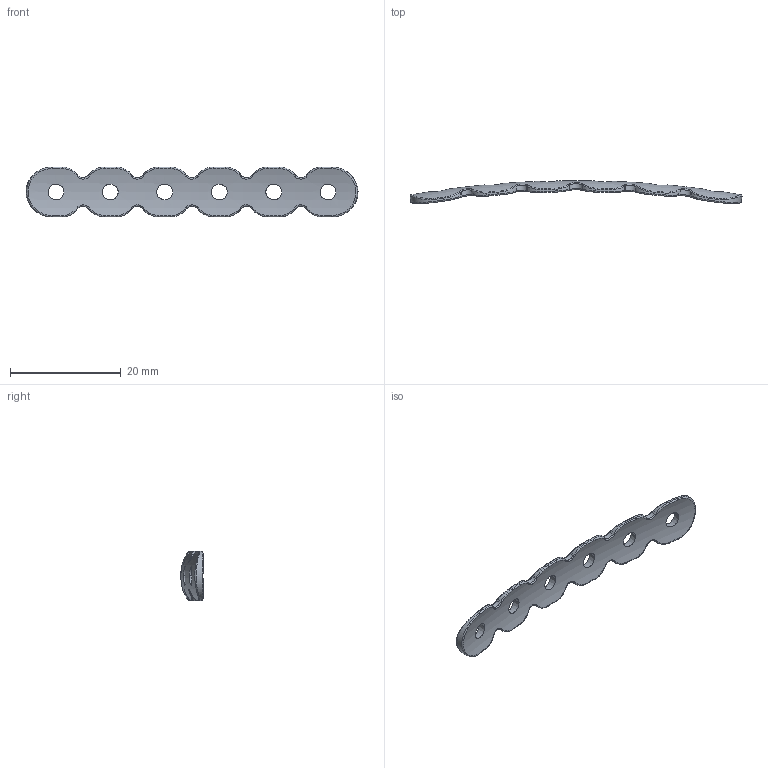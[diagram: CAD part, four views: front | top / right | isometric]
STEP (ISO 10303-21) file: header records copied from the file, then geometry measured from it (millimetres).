
FILE_DESCRIPTION((''),'2;1');
FILE_NAME('P000206_A','2020-04-14T13:49:17',('user'),(''),'CREO PARAMETRIC BY PTC INC, 2019471','CREO PARAMETRIC BY PTC INC, 2019471','');
FILE_SCHEMA(('CONFIG_CONTROL_DESIGN'));
Length unit declared in the file: millimetre
Products named in the file (1): P000206_A
Bounding box: 60.02 x 4.1 x 9 mm (x, y, z)
Volume: 530.6 mm3; surface area: 1057.9 mm2
Topology: 1 solids, 1 shells, 206 faces, 484 edges, 280 vertices
Faces by surface type: bspline 104, cylinder 32, plane 32, torus 26, cone 12
Entity records: 11200 total; most frequent: CARTESIAN_POINT 7208, ORIENTED_EDGE 968, DIRECTION 632, EDGE_CURVE 484, VERTEX_POINT 280, AXIS2_PLACEMENT_3D 278, B_SPLINE_CURVE_WITH_KNOTS 232, EDGE_LOOP 218
